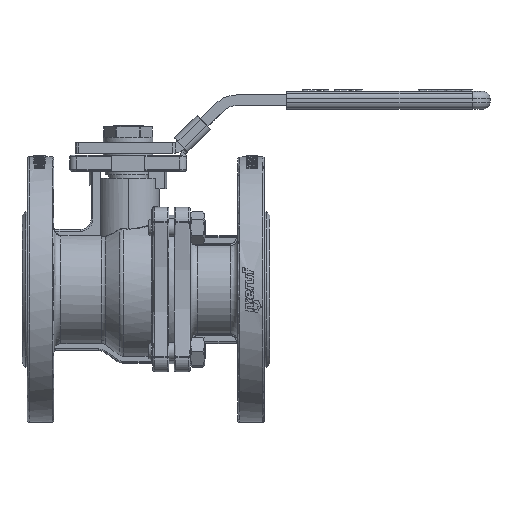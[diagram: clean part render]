
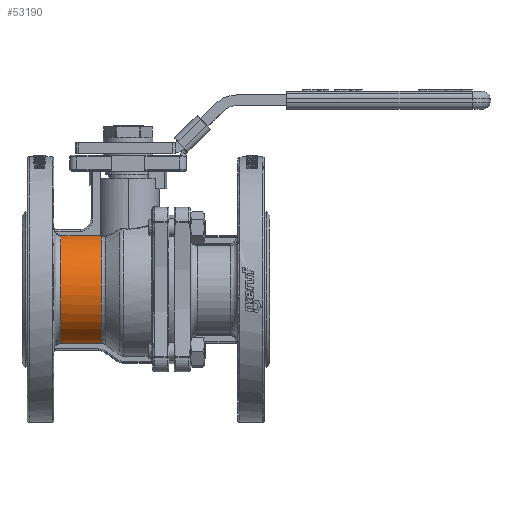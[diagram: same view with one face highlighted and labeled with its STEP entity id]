
A CAD part, front view. The second image highlights one B-rep face of the part: STEP entity #53190.
In plain terms, the highlighted cylindrical face has radius 31.5 mm (diameter 63 mm), a partial arc.
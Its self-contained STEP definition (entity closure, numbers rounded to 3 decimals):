
#48615=CARTESIAN_POINT('',(-15.082,-9.365,30.076));
#48616=VERTEX_POINT('',#48615);
#48693=CARTESIAN_POINT('',(-15.746,-8.222,30.408));
#48694=VERTEX_POINT('',#48693);
#48705=CARTESIAN_POINT('',(-15.746,-8.222,30.408));
#48706=CARTESIAN_POINT('',(-15.539,-8.612,30.303));
#48707=CARTESIAN_POINT('',(-15.317,-8.993,30.191));
#48708=CARTESIAN_POINT('',(-15.082,-9.365,30.076));
#48709=B_SPLINE_CURVE_WITH_KNOTS('',3,(#48705,#48706,#48707,#48708),.UNSPECIFIED.,.F.,.F.,(4,4),(-0.137,0.),.UNSPECIFIED.);
#48710=EDGE_CURVE('',#48694,#48616,#48709,.T.);
#48911=CARTESIAN_POINT('',(-38.,-8.222,30.408));
#48912=VERTEX_POINT('',#48911);
#48929=CARTESIAN_POINT('',(-38.,-8.222,30.408));
#48930=CARTESIAN_POINT('',(-30.582,-8.222,30.408));
#48931=CARTESIAN_POINT('',(-23.164,-8.222,30.408));
#48932=CARTESIAN_POINT('',(-15.746,-8.222,30.408));
#48933=B_SPLINE_CURVE_WITH_KNOTS('',3,(#48929,#48930,#48931,#48932),.UNSPECIFIED.,.F.,.F.,(4,4),(0.,22.254),.UNSPECIFIED.);
#48934=EDGE_CURVE('',#48912,#48694,#48933,.T.);
#53157=CARTESIAN_POINT('',(-42.,0.,0.));
#53158=DIRECTION('',(1.,0.,-0.));
#53159=DIRECTION('',(0.,0.,1.));
#53160=AXIS2_PLACEMENT_3D('',#53157,#53158,#53159);
#53161=CYLINDRICAL_SURFACE('',#53160,31.5);
#53162=ORIENTED_EDGE('',*,*,#48710,.F.);
#53163=ORIENTED_EDGE('',*,*,#48934,.F.);
#53164=CARTESIAN_POINT('',(-38.,-8.,-30.467));
#53165=VERTEX_POINT('',#53164);
#53166=CARTESIAN_POINT('',(-38.,0.,0.));
#53167=DIRECTION('',(-1.,-0.,0.));
#53168=DIRECTION('',(0.,0.,1.));
#53169=AXIS2_PLACEMENT_3D('',#53166,#53167,#53168);
#53170=CIRCLE('',#53169,31.5);
#53171=EDGE_CURVE('',#53165,#48912,#53170,.T.);
#53172=ORIENTED_EDGE('',*,*,#53171,.F.);
#53173=CARTESIAN_POINT('',(-15.082,-8.,-30.467));
#53174=VERTEX_POINT('',#53173);
#53175=CARTESIAN_POINT('',(-38.,-8.,-30.467));
#53176=DIRECTION('',(1.,-0.,-0.));
#53177=VECTOR('',#53176,22.918);
#53178=LINE('',#53175,#53177);
#53179=EDGE_CURVE('',#53165,#53174,#53178,.T.);
#53180=ORIENTED_EDGE('',*,*,#53179,.T.);
#53181=CARTESIAN_POINT('',(-15.082,0.,0.));
#53182=DIRECTION('',(1.,0.,-0.));
#53183=DIRECTION('',(0.,0.,1.));
#53184=AXIS2_PLACEMENT_3D('',#53181,#53182,#53183);
#53185=CIRCLE('',#53184,31.5);
#53186=EDGE_CURVE('',#48616,#53174,#53185,.T.);
#53187=ORIENTED_EDGE('',*,*,#53186,.F.);
#53188=EDGE_LOOP('',(#53162,#53163,#53172,#53180,#53187));
#53189=FACE_BOUND('',#53188,.T.);
#53190=ADVANCED_FACE('',(#53189),#53161,.T.);
